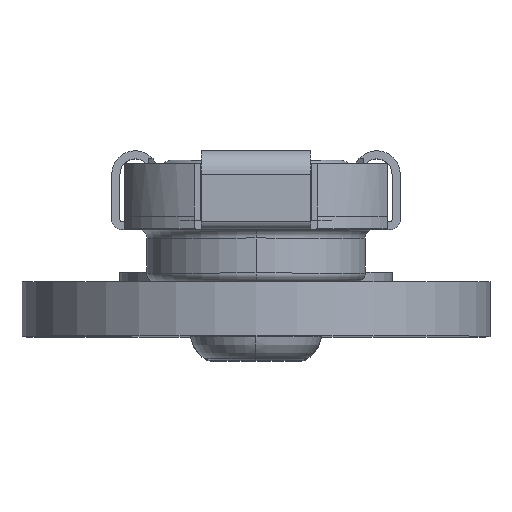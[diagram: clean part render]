
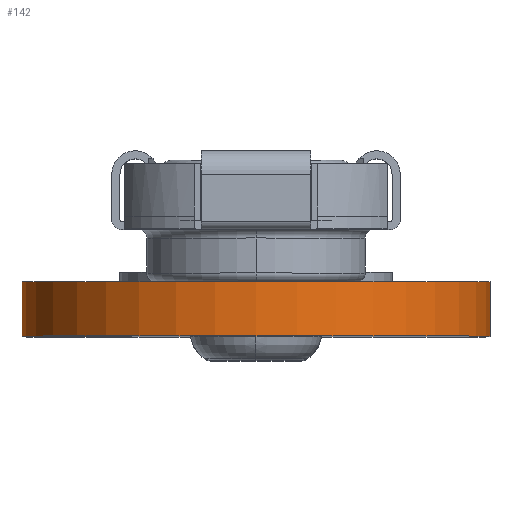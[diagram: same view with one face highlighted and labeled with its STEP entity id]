
A CAD part, top view. The second image highlights one B-rep face of the part: STEP entity #142.
In plain terms, the highlighted cylindrical face has radius 6.795 mm (diameter 13.589 mm), a partial arc.
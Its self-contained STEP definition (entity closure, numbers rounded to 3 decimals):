
#142 = ADVANCED_FACE ( 'NONE', ( #2349 ), #2368, .T. ) ;
#143 = ORIENTED_EDGE ( 'NONE', *, *, #556, .T. ) ;
#311 = ORIENTED_EDGE ( 'NONE', *, *, #378, .T. ) ;
#319 = EDGE_LOOP ( 'NONE', ( #143, #381, #383, #311 ) ) ;
#378 = EDGE_CURVE ( 'NONE', #430, #557, #974, .T. ) ;
#381 = ORIENTED_EDGE ( 'NONE', *, *, #382, .F. ) ;
#382 = EDGE_CURVE ( 'NONE', #427, #548, #970, .T. ) ;
#383 = ORIENTED_EDGE ( 'NONE', *, *, #432, .F. ) ;
#427 = VERTEX_POINT ( 'NONE', #1454 ) ;
#430 = VERTEX_POINT ( 'NONE', #1449 ) ;
#432 = EDGE_CURVE ( 'NONE', #430, #427, #1550, .T. ) ;
#548 = VERTEX_POINT ( 'NONE', #1578 ) ;
#556 = EDGE_CURVE ( 'NONE', #557, #548, #1567, .T. ) ;
#557 = VERTEX_POINT ( 'NONE', #1562 ) ;
#967 = DIRECTION ( 'NONE',  ( 0., -1., 0. ) ) ;
#968 = VECTOR ( 'NONE', #967, 1000. ) ;
#969 = CARTESIAN_POINT ( 'NONE',  ( 8.985, -0.547, 6.1 ) ) ;
#970 = LINE ( 'NONE', #969, #968 ) ;
#971 = DIRECTION ( 'NONE',  ( 0., -1., 0. ) ) ;
#972 = VECTOR ( 'NONE', #971, 1000. ) ;
#973 = CARTESIAN_POINT ( 'NONE',  ( -4.604, -0.547, 6.1 ) ) ;
#974 = LINE ( 'NONE', #973, #972 ) ;
#1448 = CARTESIAN_POINT ( 'NONE',  ( 2.191, -0.547, 6.1 ) ) ;
#1449 = CARTESIAN_POINT ( 'NONE',  ( -4.604, -0.547, 6.1 ) ) ;
#1454 = CARTESIAN_POINT ( 'NONE',  ( 8.985, -0.547, 6.1 ) ) ;
#1547 = DIRECTION ( 'NONE',  ( 0., 0., -1. ) ) ;
#1548 = DIRECTION ( 'NONE',  ( 0., 1., 0. ) ) ;
#1549 = AXIS2_PLACEMENT_3D ( 'NONE', #1448, #1548, #1547 ) ;
#1550 = CIRCLE ( 'NONE', #1549, 6.794 ) ;
#1562 = CARTESIAN_POINT ( 'NONE',  ( -4.604, -2.121, 6.1 ) ) ;
#1563 = DIRECTION ( 'NONE',  ( 0., 0., -1. ) ) ;
#1564 = DIRECTION ( 'NONE',  ( 0., 1., 0. ) ) ;
#1565 = CARTESIAN_POINT ( 'NONE',  ( 2.191, -2.121, 6.1 ) ) ;
#1566 = AXIS2_PLACEMENT_3D ( 'NONE', #1565, #1564, #1563 ) ;
#1567 = CIRCLE ( 'NONE', #1566, 6.794 ) ;
#1578 = CARTESIAN_POINT ( 'NONE',  ( 8.985, -2.121, 6.1 ) ) ;
#2349 = FACE_OUTER_BOUND ( 'NONE', #319, .T. ) ;
#2365 = DIRECTION ( 'NONE',  ( 0., 0., -1. ) ) ;
#2366 = DIRECTION ( 'NONE',  ( 0., -1., 0. ) ) ;
#2367 = AXIS2_PLACEMENT_3D ( 'NONE', #2471, #2366, #2365 ) ;
#2368 = CYLINDRICAL_SURFACE ( 'NONE', #2367, 6.794 ) ;
#2471 = CARTESIAN_POINT ( 'NONE',  ( 2.191, -0.547, 6.1 ) ) ;
